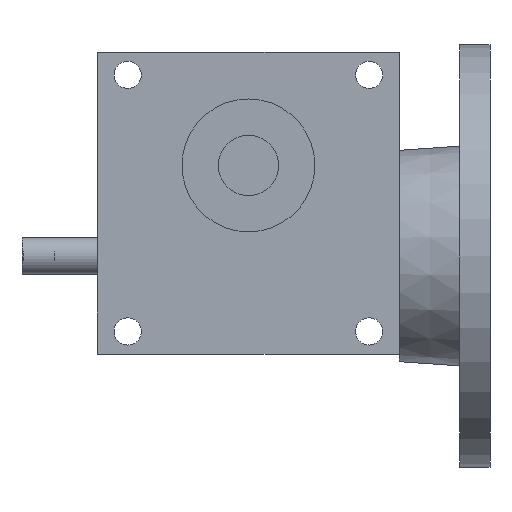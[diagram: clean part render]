
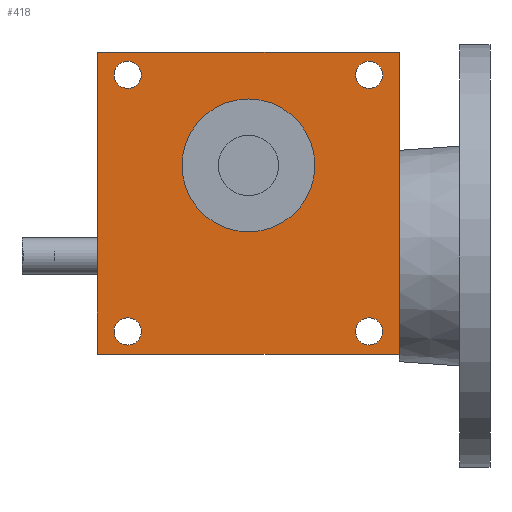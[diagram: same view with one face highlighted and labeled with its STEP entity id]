
A CAD part, front view. The second image highlights one B-rep face of the part: STEP entity #418.
In plain terms, the highlighted planar face has unit normal (0, -1, 0).
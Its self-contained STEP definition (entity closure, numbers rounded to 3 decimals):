
#418 = ADVANCED_FACE( '', ( #909, #910, #911, #912, #913, #914 ), #915, .F. );
#909 = FACE_BOUND( '', #1534, .T. );
#910 = FACE_BOUND( '', #1535, .T. );
#911 = FACE_BOUND( '', #1536, .T. );
#912 = FACE_BOUND( '', #1537, .T. );
#913 = FACE_BOUND( '', #1538, .T. );
#914 = FACE_OUTER_BOUND( '', #1539, .T. );
#915 = PLANE( '', #1540 );
#1534 = EDGE_LOOP( '', ( #2464 ) );
#1535 = EDGE_LOOP( '', ( #2465 ) );
#1536 = EDGE_LOOP( '', ( #2466 ) );
#1537 = EDGE_LOOP( '', ( #2467 ) );
#1538 = EDGE_LOOP( '', ( #2468 ) );
#1539 = EDGE_LOOP( '', ( #2469, #2470, #2471, #2472 ) );
#1540 = AXIS2_PLACEMENT_3D( '', #2473, #2474, #2475 );
#2464 = ORIENTED_EDGE( '', *, *, #3707, .T. );
#2465 = ORIENTED_EDGE( '', *, *, #3708, .T. );
#2466 = ORIENTED_EDGE( '', *, *, #3709, .T. );
#2467 = ORIENTED_EDGE( '', *, *, #3710, .T. );
#2468 = ORIENTED_EDGE( '', *, *, #3711, .T. );
#2469 = ORIENTED_EDGE( '', *, *, #3447, .T. );
#2470 = ORIENTED_EDGE( '', *, *, #3712, .F. );
#2471 = ORIENTED_EDGE( '', *, *, #3501, .F. );
#2472 = ORIENTED_EDGE( '', *, *, #3713, .T. );
#2473 = CARTESIAN_POINT( '', ( -50., -35., 50. ) );
#2474 = DIRECTION( '', ( 0., 1., 0. ) );
#2475 = DIRECTION( '', ( 0., 0., 1. ) );
#3447 = EDGE_CURVE( '', #4046, #4050, #4052, .T. );
#3501 = EDGE_CURVE( '', #4142, #4144, #4145, .T. );
#3707 = EDGE_CURVE( '', #4480, #4480, #4481, .T. );
#3708 = EDGE_CURVE( '', #4482, #4482, #4483, .T. );
#3709 = EDGE_CURVE( '', #4484, #4484, #4485, .T. );
#3710 = EDGE_CURVE( '', #4486, #4486, #4487, .T. );
#3711 = EDGE_CURVE( '', #4488, #4488, #4489, .T. );
#3712 = EDGE_CURVE( '', #4144, #4050, #4490, .T. );
#3713 = EDGE_CURVE( '', #4142, #4046, #4491, .T. );
#4046 = VERTEX_POINT( '', #4917 );
#4050 = VERTEX_POINT( '', #4923 );
#4052 = LINE( '', #4926, #4927 );
#4142 = VERTEX_POINT( '', #5048 );
#4144 = VERTEX_POINT( '', #5051 );
#4145 = LINE( '', #5052, #5053 );
#4480 = VERTEX_POINT( '', #5544 );
#4481 = CIRCLE( '', #5545, 4.5 );
#4482 = VERTEX_POINT( '', #5546 );
#4483 = CIRCLE( '', #5547, 4.5 );
#4484 = VERTEX_POINT( '', #5548 );
#4485 = CIRCLE( '', #5549, 4.5 );
#4486 = VERTEX_POINT( '', #5550 );
#4487 = CIRCLE( '', #5551, 4.5 );
#4488 = VERTEX_POINT( '', #5552 );
#4489 = CIRCLE( '', #5553, 22. );
#4490 = LINE( '', #5554, #5555 );
#4491 = LINE( '', #5556, #5557 );
#4917 = CARTESIAN_POINT( '', ( -50., -35., -50. ) );
#4923 = CARTESIAN_POINT( '', ( 50., -35., -50. ) );
#4926 = CARTESIAN_POINT( '', ( -50., -35., -50. ) );
#4927 = VECTOR( '', #6037, 1000. );
#5048 = CARTESIAN_POINT( '', ( -50., -35., 50. ) );
#5051 = CARTESIAN_POINT( '', ( 50., -35., 50. ) );
#5052 = CARTESIAN_POINT( '', ( -50., -35., 50. ) );
#5053 = VECTOR( '', #6094, 1000. );
#5544 = CARTESIAN_POINT( '', ( 44.5, -35., 42.5 ) );
#5545 = AXIS2_PLACEMENT_3D( '', #6361, #6362, #6363 );
#5546 = CARTESIAN_POINT( '', ( -35.5, -35., 42.5 ) );
#5547 = AXIS2_PLACEMENT_3D( '', #6364, #6365, #6366 );
#5548 = CARTESIAN_POINT( '', ( -35.5, -35., -42.5 ) );
#5549 = AXIS2_PLACEMENT_3D( '', #6367, #6368, #6369 );
#5550 = CARTESIAN_POINT( '', ( 44.5, -35., -42.5 ) );
#5551 = AXIS2_PLACEMENT_3D( '', #6370, #6371, #6372 );
#5552 = CARTESIAN_POINT( '', ( 22., -35., 12.5 ) );
#5553 = AXIS2_PLACEMENT_3D( '', #6373, #6374, #6375 );
#5554 = CARTESIAN_POINT( '', ( 50., -35., 50. ) );
#5555 = VECTOR( '', #6376, 1000. );
#5556 = CARTESIAN_POINT( '', ( -50., -35., 50. ) );
#5557 = VECTOR( '', #6377, 1000. );
#6037 = DIRECTION( '', ( 1., 0., 0. ) );
#6094 = DIRECTION( '', ( 1., 0., 0. ) );
#6361 = CARTESIAN_POINT( '', ( 40., -35., 42.5 ) );
#6362 = DIRECTION( '', ( 0., 1., 0. ) );
#6363 = DIRECTION( '', ( 1., 0., 0. ) );
#6364 = CARTESIAN_POINT( '', ( -40., -35., 42.5 ) );
#6365 = DIRECTION( '', ( 0., 1., 0. ) );
#6366 = DIRECTION( '', ( 1., 0., 0. ) );
#6367 = CARTESIAN_POINT( '', ( -40., -35., -42.5 ) );
#6368 = DIRECTION( '', ( 0., 1., 0. ) );
#6369 = DIRECTION( '', ( 1., 0., 0. ) );
#6370 = CARTESIAN_POINT( '', ( 40., -35., -42.5 ) );
#6371 = DIRECTION( '', ( 0., 1., 0. ) );
#6372 = DIRECTION( '', ( 1., 0., 0. ) );
#6373 = CARTESIAN_POINT( '', ( 0., -35., 12.5 ) );
#6374 = DIRECTION( '', ( 0., 1., 0. ) );
#6375 = DIRECTION( '', ( 1., 0., 0. ) );
#6376 = DIRECTION( '', ( 0., 0., -1. ) );
#6377 = DIRECTION( '', ( 0., 0., -1. ) );
